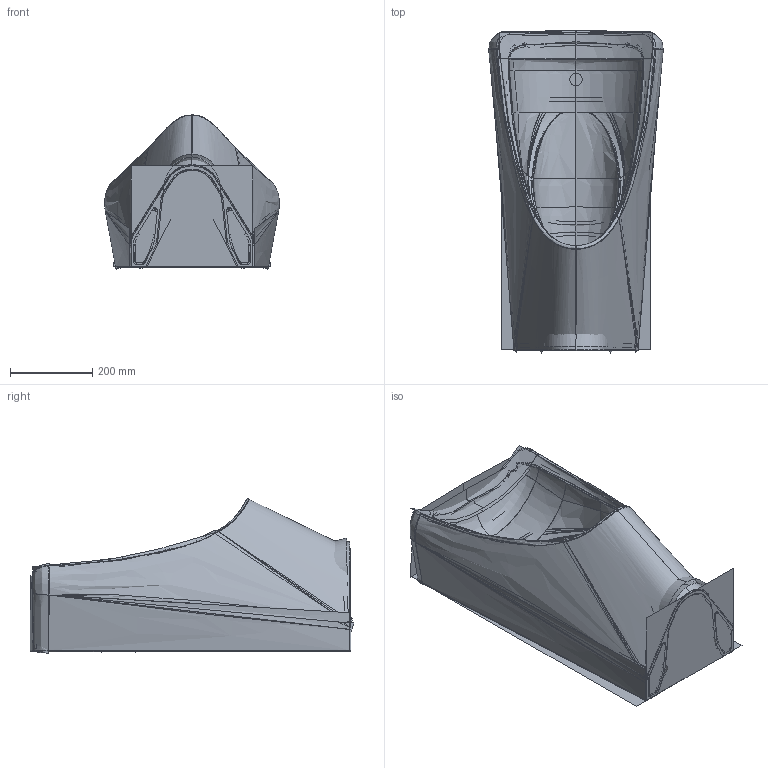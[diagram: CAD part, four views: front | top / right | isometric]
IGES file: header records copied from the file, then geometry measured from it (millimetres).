
Start section: JAMA-IS VERSION  1.0  PTC IGES file: CCAS6519-3110410C0_3D.igs
Global section: file name: CCAS6519-3110410C0_3D.igs; native system: Creo Parametric by PTC Inc.; preprocessor: 2019224; author: 10113209; organization: Unknown; date: 20200806.100611; units: millimetre
Bounding box: 425.29 x 787.13 x 374.86 mm (x, y, z)
Surface area: 20755105.6 mm2 (no closed solid volume)
Topology: 0 solids, 0 shells, 2365 faces, 35883 edges, 45597 vertices
Faces by surface type: bspline 2365
